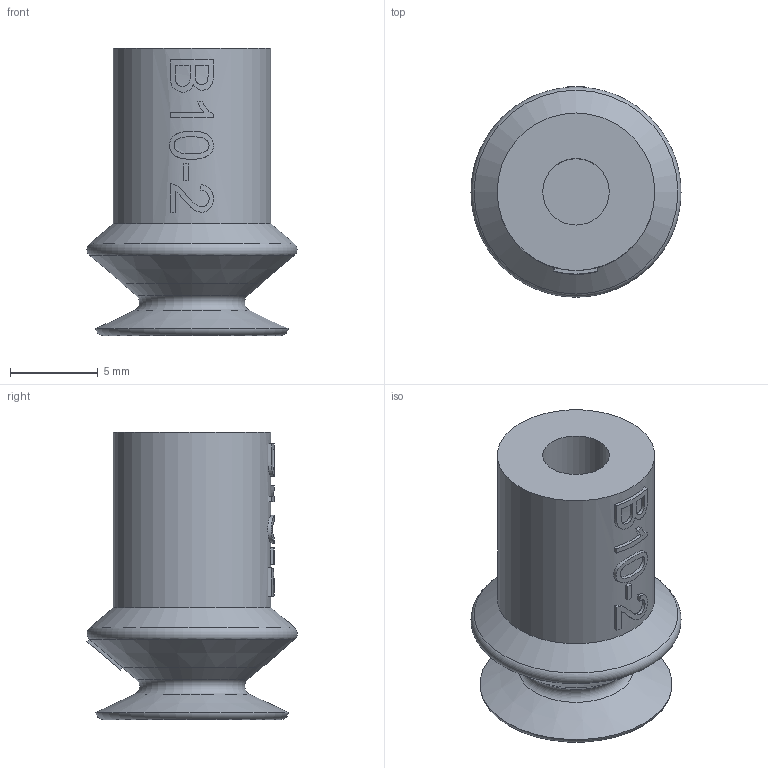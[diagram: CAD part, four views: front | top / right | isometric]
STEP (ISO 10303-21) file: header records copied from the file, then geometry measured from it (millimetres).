
FILE_DESCRIPTION(/* description */ ('Unknown'),/* implementation_level */ '2;1');
FILE_NAME(/* name */ 'S_A003_BXXX',/* time_stamp */ '2018-11-01T10:24:43+01:00',/* author */ ('Unknown'),/* organization */ ('Unknown'),/* preprocessor_version */ 'ST-DEVELOPER v16.7',/* originating_system */ 'DEX',/* authorisation */ $);
FILE_SCHEMA (('AUTOMOTIVE_DESIGN {1 0 10303 214 3 1 1}'));
Length unit declared in the file: millimetre
Products named in the file (4): S_A003_BXXX; A003_B10-2; Fitting_blank
Assembly tree (3 placements, depth 3):
  S_A003_BXXX
    A003_B10-2
      A003_B10-2
    Fitting_blank
Bounding box: 12 x 12.02 x 16.4 mm (x, y, z)
Volume: 970.9 mm3; surface area: 853.6 mm2
Topology: 1 solids, 1 shells, 54 faces, 122 edges, 80 vertices
Faces by surface type: plane 25, bspline 10, cylinder 10, cone 6, torus 3
Full cylindrical faces by diameter (mm): 3.8 x1, 9 x1
Entity records: 1948 total; most frequent: CARTESIAN_POINT 768, ORIENTED_EDGE 218, DIRECTION 205, EDGE_CURVE 109, AXIS2_PLACEMENT_3D 81, VERTEX_POINT 78, EDGE_LOOP 75, FACE_BOUND 75
